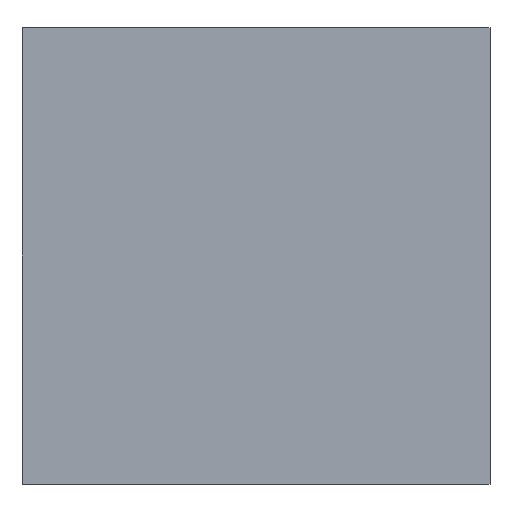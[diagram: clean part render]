
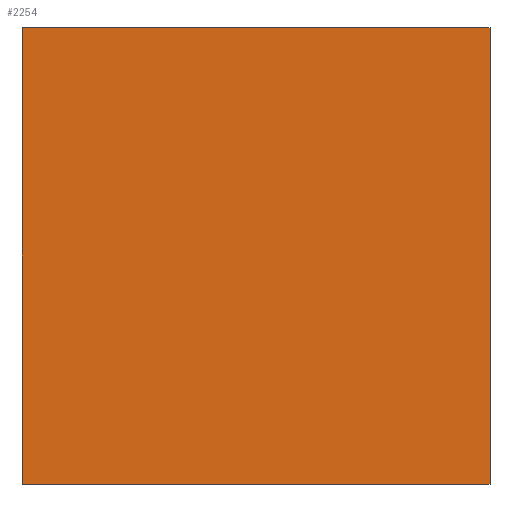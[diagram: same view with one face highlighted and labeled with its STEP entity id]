
A CAD part, front view. The second image highlights one B-rep face of the part: STEP entity #2254.
In plain terms, the highlighted planar face has unit normal (0, -1, 0).
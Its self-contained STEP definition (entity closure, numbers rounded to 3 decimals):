
#7 = CARTESIAN_POINT ( 'NONE',  ( 171.385, 83.397, 145.447 ) ) ;
#30 = CARTESIAN_POINT ( 'NONE',  ( 130.385, 83.397, 105.425 ) ) ;
#132 = EDGE_CURVE ( 'NONE', #2334, #1398, #241, .T. ) ;
#133 = CARTESIAN_POINT ( 'NONE',  ( 130.385, 83.397, 145.447 ) ) ;
#221 = EDGE_CURVE ( 'NONE', #2334, #2016, #2570, .T. ) ;
#241 = LINE ( 'NONE', #788, #2352 ) ;
#384 = LINE ( 'NONE', #133, #1914 ) ;
#613 = CARTESIAN_POINT ( 'NONE',  ( 170.385, 83.397, 105.425 ) ) ;
#650 = ORIENTED_EDGE ( 'NONE', *, *, #1407, .T. ) ;
#788 = CARTESIAN_POINT ( 'NONE',  ( 170.385, 83.397, 145.447 ) ) ;
#812 = DIRECTION ( 'NONE',  ( 0., 0., -1. ) ) ;
#878 = FACE_OUTER_BOUND ( 'NONE', #2258, .T. ) ;
#927 = ORIENTED_EDGE ( 'NONE', *, *, #132, .T. ) ;
#945 = ORIENTED_EDGE ( 'NONE', *, *, #2391, .T. ) ;
#994 = PLANE ( 'NONE',  #2563 ) ;
#1055 = DIRECTION ( 'NONE',  ( -1., 0., 0. ) ) ;
#1150 = CARTESIAN_POINT ( 'NONE',  ( 130.385, 83.397, 144.425 ) ) ;
#1217 = DIRECTION ( 'NONE',  ( 0., 0., -1. ) ) ;
#1271 = CARTESIAN_POINT ( 'NONE',  ( 171.385, 83.397, 105.425 ) ) ;
#1398 = VERTEX_POINT ( 'NONE', #2383 ) ;
#1407 = EDGE_CURVE ( 'NONE', #2605, #2016, #384, .T. ) ;
#1424 = LINE ( 'NONE', #1902, #1487 ) ;
#1460 = DIRECTION ( 'NONE',  ( -1., 0., 0. ) ) ;
#1487 = VECTOR ( 'NONE', #1055, 1000. ) ;
#1588 = VECTOR ( 'NONE', #1460, 1000. ) ;
#1832 = DIRECTION ( 'NONE',  ( 0., 0., 1. ) ) ;
#1902 = CARTESIAN_POINT ( 'NONE',  ( 171.385, 83.397, 144.425 ) ) ;
#1914 = VECTOR ( 'NONE', #812, 1000. ) ;
#2016 = VERTEX_POINT ( 'NONE', #30 ) ;
#2246 = DIRECTION ( 'NONE',  ( 0., -1., 0. ) ) ;
#2254 = ADVANCED_FACE ( 'NONE', ( #878 ), #994, .T. ) ;
#2258 = EDGE_LOOP ( 'NONE', ( #927, #945, #650, #2378 ) ) ;
#2334 = VERTEX_POINT ( 'NONE', #613 ) ;
#2352 = VECTOR ( 'NONE', #1832, 1000. ) ;
#2378 = ORIENTED_EDGE ( 'NONE', *, *, #221, .F. ) ;
#2383 = CARTESIAN_POINT ( 'NONE',  ( 170.385, 83.397, 144.425 ) ) ;
#2391 = EDGE_CURVE ( 'NONE', #1398, #2605, #1424, .T. ) ;
#2563 = AXIS2_PLACEMENT_3D ( 'NONE', #7, #2246, #1217 ) ;
#2570 = LINE ( 'NONE', #1271, #1588 ) ;
#2605 = VERTEX_POINT ( 'NONE', #1150 ) ;
